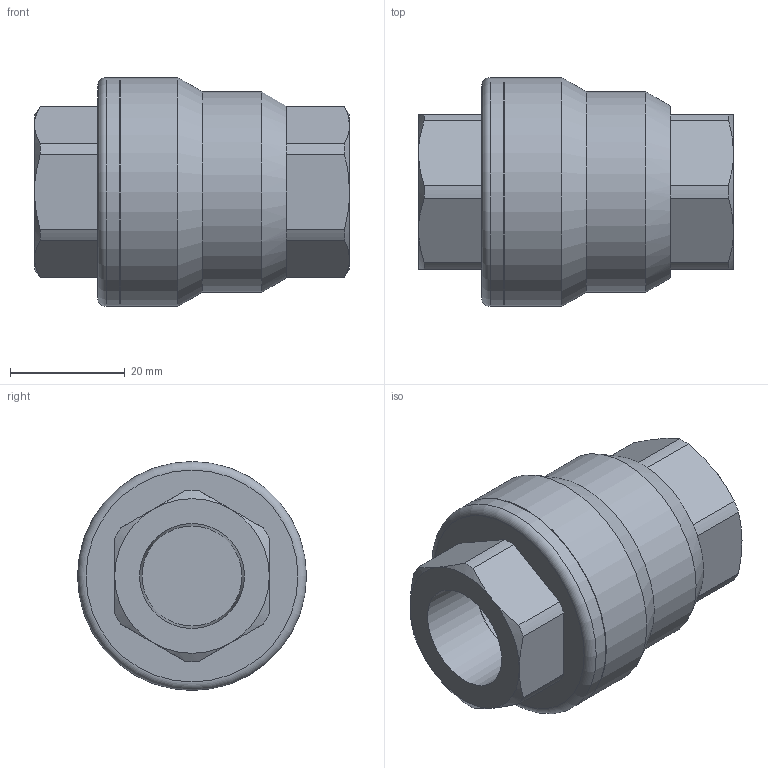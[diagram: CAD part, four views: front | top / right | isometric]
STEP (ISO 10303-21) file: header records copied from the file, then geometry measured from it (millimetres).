
FILE_DESCRIPTION((''),'2;1');
FILE_NAME('ck3t0-015-screw-01.stp','2009-11-17T09:55:12',('nakaot'),(''),'Autodesk Inventor 2008','Autodesk Inventor 2008','');
FILE_SCHEMA(('AUTOMOTIVE_DESIGN { 1 0 10303 214 1 1 1 1 }'));
Length unit declared in the file: millimetre
Products named in the file (1): ck3t0-015-screw-01
Bounding box: 55 x 40 x 40 mm (x, y, z)
Volume: 43026.1 mm3; surface area: 10533.5 mm2
Topology: 1 solids, 1 shells, 62 faces, 133 edges, 80 vertices
Faces by surface type: plane 23, cylinder 16, cone 14, bspline 8, torus 1
Full cylindrical faces by diameter (mm): 28.03 x1, 35 x1, 40 x2
Entity records: 1640 total; most frequent: CARTESIAN_POINT 387, DIRECTION 264, ORIENTED_EDGE 238, EDGE_CURVE 119, AXIS2_PLACEMENT_3D 114, EDGE_LOOP 80, VERTEX_POINT 77, FACE_OUTER_BOUND 62
